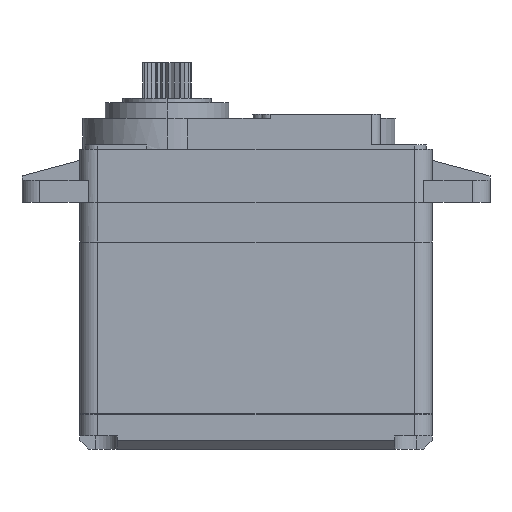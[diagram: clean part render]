
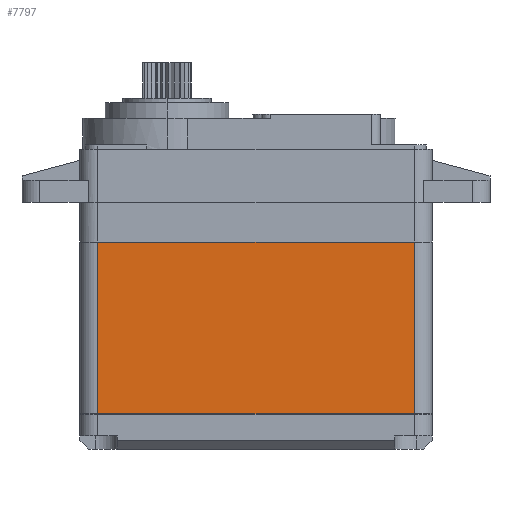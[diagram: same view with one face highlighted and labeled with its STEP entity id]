
A CAD part, left-side view. The second image highlights one B-rep face of the part: STEP entity #7797.
In plain terms, the highlighted planar face has unit normal (-1, 0, 0).
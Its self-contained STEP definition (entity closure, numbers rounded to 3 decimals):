
#82 = VERTEX_POINT ( 'NONE', #9414 ) ;
#493 = EDGE_CURVE ( 'NONE', #1564, #4828, #5465, .T. ) ;
#770 = DIRECTION ( 'NONE',  ( 0., 0., -1. ) ) ;
#834 = VECTOR ( 'NONE', #7064, 1000. ) ;
#1085 = DIRECTION ( 'NONE',  ( 0., 0., -1. ) ) ;
#1422 = CARTESIAN_POINT ( 'NONE',  ( 31.893, 41.49, 23.415 ) ) ;
#1564 = VERTEX_POINT ( 'NONE', #6807 ) ;
#1868 = DIRECTION ( 'NONE',  ( 0., -1., 0. ) ) ;
#1955 = PLANE ( 'NONE',  #2999 ) ;
#2248 = DIRECTION ( 'NONE',  ( 0., 1., 0. ) ) ;
#2328 = ORIENTED_EDGE ( 'NONE', *, *, #493, .T. ) ;
#2946 = CARTESIAN_POINT ( 'NONE',  ( 31.893, 77.37, 23.44 ) ) ;
#2999 = AXIS2_PLACEMENT_3D ( 'NONE', #7208, #4933, #1085 ) ;
#3101 = EDGE_CURVE ( 'NONE', #4946, #4828, #4632, .T. ) ;
#3850 = EDGE_LOOP ( 'NONE', ( #6066, #7631, #3888, #2328 ) ) ;
#3888 = ORIENTED_EDGE ( 'NONE', *, *, #6394, .T. ) ;
#4267 = VECTOR ( 'NONE', #2248, 1000. ) ;
#4632 = LINE ( 'NONE', #7790, #834 ) ;
#4670 = CARTESIAN_POINT ( 'NONE',  ( 31.893, 77.37, 23.415 ) ) ;
#4828 = VERTEX_POINT ( 'NONE', #5809 ) ;
#4933 = DIRECTION ( 'NONE',  ( 1., 0., 0. ) ) ;
#4946 = VERTEX_POINT ( 'NONE', #1422 ) ;
#5047 = LINE ( 'NONE', #2946, #7088 ) ;
#5166 = LINE ( 'NONE', #4670, #4267 ) ;
#5465 = LINE ( 'NONE', #7763, #6939 ) ;
#5752 = FACE_OUTER_BOUND ( 'NONE', #3850, .T. ) ;
#5809 = CARTESIAN_POINT ( 'NONE',  ( 31.893, 41.49, 4.014 ) ) ;
#6066 = ORIENTED_EDGE ( 'NONE', *, *, #3101, .F. ) ;
#6394 = EDGE_CURVE ( 'NONE', #82, #1564, #5047, .T. ) ;
#6807 = CARTESIAN_POINT ( 'NONE',  ( 31.893, 77.37, 4.014 ) ) ;
#6939 = VECTOR ( 'NONE', #1868, 1000. ) ;
#7064 = DIRECTION ( 'NONE',  ( 0., 0., -1. ) ) ;
#7088 = VECTOR ( 'NONE', #770, 1000. ) ;
#7208 = CARTESIAN_POINT ( 'NONE',  ( 31.893, 77.37, 23.44 ) ) ;
#7631 = ORIENTED_EDGE ( 'NONE', *, *, #8977, .T. ) ;
#7763 = CARTESIAN_POINT ( 'NONE',  ( 31.893, 77.37, 4.014 ) ) ;
#7790 = CARTESIAN_POINT ( 'NONE',  ( 31.893, 41.49, 23.44 ) ) ;
#7797 = ADVANCED_FACE ( 'NONE', ( #5752 ), #1955, .F. ) ;
#8977 = EDGE_CURVE ( 'NONE', #4946, #82, #5166, .T. ) ;
#9414 = CARTESIAN_POINT ( 'NONE',  ( 31.893, 77.37, 23.415 ) ) ;
